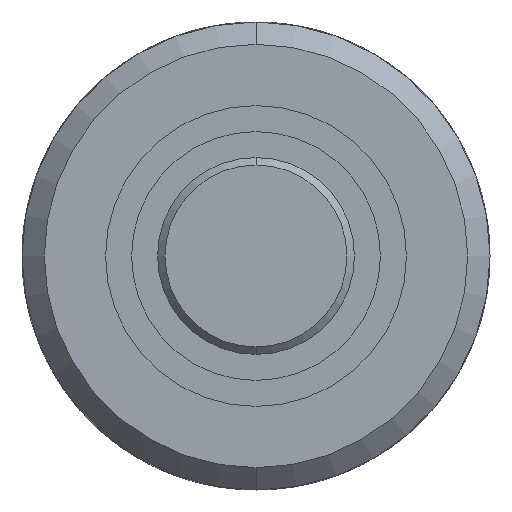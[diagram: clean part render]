
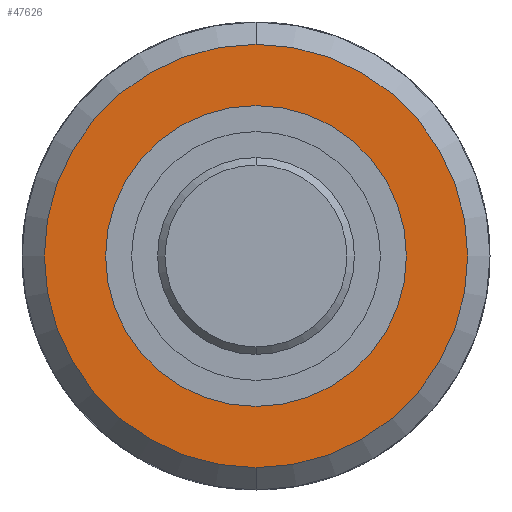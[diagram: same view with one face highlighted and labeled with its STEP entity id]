
A CAD part, front view. The second image highlights one B-rep face of the part: STEP entity #47626.
In plain terms, the highlighted planar face has unit normal (0, -1, 0).
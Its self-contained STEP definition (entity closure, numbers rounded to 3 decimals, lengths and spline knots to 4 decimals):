
#57=CARTESIAN_POINT('',(0.,-5.9,0.));
#58=DIRECTION('',(0.,1.,0.));
#59=DIRECTION('',(0.,0.,-1.));
#60=AXIS2_PLACEMENT_3D('',#57,#58,#59);
#62=CARTESIAN_POINT('',(0.,-5.9,0.));
#63=DIRECTION('',(0.,1.,0.));
#64=DIRECTION('',(0.,0.,1.));
#65=AXIS2_PLACEMENT_3D('',#62,#63,#64);
#67=CARTESIAN_POINT('',(0.,-5.9,0.));
#68=DIRECTION('',(0.,1.,0.));
#69=DIRECTION('',(0.,0.,-1.));
#70=AXIS2_PLACEMENT_3D('',#67,#68,#69);
#72=CARTESIAN_POINT('',(0.,-5.9,0.));
#73=DIRECTION('',(0.,1.,0.));
#74=DIRECTION('',(0.,0.,1.));
#75=AXIS2_PLACEMENT_3D('',#72,#73,#74);
#41614=CARTESIAN_POINT('',(0.,-5.9,-2.025));
#41615=CARTESIAN_POINT('',(0.,-5.9,2.025));
#41616=VERTEX_POINT('',#41614);
#41617=VERTEX_POINT('',#41615);
#42680=CARTESIAN_POINT('',(0.,-5.9,-2.85));
#42681=CARTESIAN_POINT('',(0.,-5.9,2.85));
#42682=VERTEX_POINT('',#42680);
#42683=VERTEX_POINT('',#42681);
#47609=CARTESIAN_POINT('',(0.,-5.9,0.));
#47610=DIRECTION('',(0.,1.,0.));
#47611=DIRECTION('',(0.,0.,-1.));
#47612=AXIS2_PLACEMENT_3D('',#47609,#47610,#47611);
#47613=PLANE('',#47612);
#47615=ORIENTED_EDGE('',*,*,#47614,.T.);
#47617=ORIENTED_EDGE('',*,*,#47616,.T.);
#47618=EDGE_LOOP('',(#47615,#47617));
#47619=FACE_OUTER_BOUND('',#47618,.F.);
#47621=ORIENTED_EDGE('',*,*,#47620,.F.);
#47623=ORIENTED_EDGE('',*,*,#47622,.F.);
#47624=EDGE_LOOP('',(#47621,#47623));
#47625=FACE_BOUND('',#47624,.F.);
#61=CIRCLE('',#60,2.025);
#66=CIRCLE('',#65,2.025);
#71=CIRCLE('',#70,2.85);
#76=CIRCLE('',#75,2.85);
#47614=EDGE_CURVE('',#42682,#42683,#71,.T.);
#47616=EDGE_CURVE('',#42683,#42682,#76,.T.);
#47620=EDGE_CURVE('',#41616,#41617,#61,.T.);
#47622=EDGE_CURVE('',#41617,#41616,#66,.T.);
#47626=ADVANCED_FACE('',(#47619,#47625),#47613,.F.);
